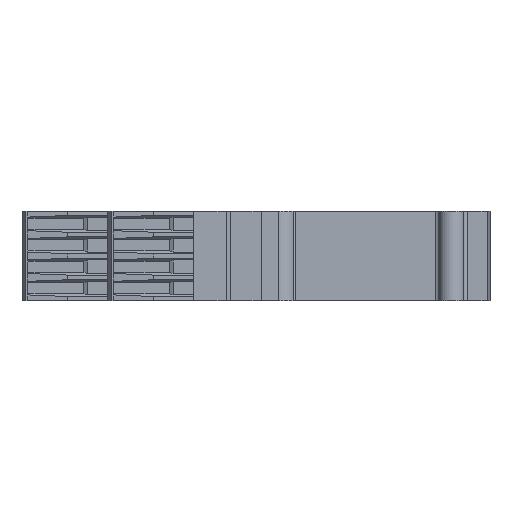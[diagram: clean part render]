
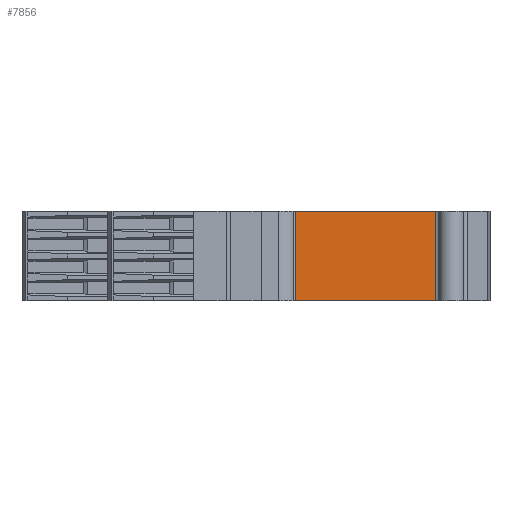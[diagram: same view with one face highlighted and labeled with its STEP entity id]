
A CAD part, left-side view. The second image highlights one B-rep face of the part: STEP entity #7856.
In plain terms, the highlighted planar face has unit normal (-1, 0, 0).
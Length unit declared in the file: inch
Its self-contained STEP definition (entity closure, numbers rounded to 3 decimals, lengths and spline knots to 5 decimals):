
#1007 = LINE ( 'NONE', #18943, #12581 ) ;
#1715 = ORIENTED_EDGE ( 'NONE', *, *, #19047, .T. ) ;
#1783 = DIRECTION ( 'NONE',  ( 0., 0., -1. ) ) ;
#1789 = VERTEX_POINT ( 'NONE', #9423 ) ;
#4466 = VERTEX_POINT ( 'NONE', #17460 ) ;
#4546 = CARTESIAN_POINT ( 'NONE',  ( -1.55512, -1.68891, 0.39567 ) ) ;
#4597 = LINE ( 'NONE', #4546, #7119 ) ;
#4747 = CARTESIAN_POINT ( 'NONE',  ( -1.55512, -0.27864, 0.63981 ) ) ;
#5408 = CARTESIAN_POINT ( 'NONE',  ( -1.55512, -0.29833, 0.39567 ) ) ;
#5906 = CARTESIAN_POINT ( 'NONE',  ( -1.55512, -1.68891, -0.24611 ) ) ;
#6818 = VERTEX_POINT ( 'NONE', #5906 ) ;
#6904 = LINE ( 'NONE', #5408, #15101 ) ;
#6936 = FACE_OUTER_BOUND ( 'NONE', #11498, .T. ) ;
#7119 = VECTOR ( 'NONE', #9869, 39.37008 ) ;
#7331 = VECTOR ( 'NONE', #8535, 39.37008 ) ;
#7728 = DIRECTION ( 'NONE',  ( 0., -1., 0. ) ) ;
#7856 = ADVANCED_FACE ( 'NONE', ( #6936 ), #9951, .T. ) ;
#8147 = ORIENTED_EDGE ( 'NONE', *, *, #13386, .F. ) ;
#8535 = DIRECTION ( 'NONE',  ( 0., -1., 0. ) ) ;
#9423 = CARTESIAN_POINT ( 'NONE',  ( -1.55512, -0.29833, -0.24611 ) ) ;
#9869 = DIRECTION ( 'NONE',  ( 0., 0., 1. ) ) ;
#9951 = PLANE ( 'NONE',  #10451 ) ;
#10451 = AXIS2_PLACEMENT_3D ( 'NONE', #13353, #11454, #15171 ) ;
#11454 = DIRECTION ( 'NONE',  ( -1., 0., 0. ) ) ;
#11498 = EDGE_LOOP ( 'NONE', ( #8147, #1715, #16236, #13007 ) ) ;
#11912 = LINE ( 'NONE', #4747, #7331 ) ;
#12581 = VECTOR ( 'NONE', #7728, 39.37008 ) ;
#13007 = ORIENTED_EDGE ( 'NONE', *, *, #19876, .T. ) ;
#13353 = CARTESIAN_POINT ( 'NONE',  ( -1.55512, -0.27864, 0.39567 ) ) ;
#13386 = EDGE_CURVE ( 'NONE', #4466, #23348, #11912, .T. ) ;
#15101 = VECTOR ( 'NONE', #1783, 39.37008 ) ;
#15171 = DIRECTION ( 'NONE',  ( 0., -1., 0. ) ) ;
#16236 = ORIENTED_EDGE ( 'NONE', *, *, #21174, .T. ) ;
#17460 = CARTESIAN_POINT ( 'NONE',  ( -1.55512, -0.29833, 0.63981 ) ) ;
#18943 = CARTESIAN_POINT ( 'NONE',  ( -1.55512, -0.27864, -0.24611 ) ) ;
#19047 = EDGE_CURVE ( 'NONE', #4466, #1789, #6904, .T. ) ;
#19876 = EDGE_CURVE ( 'NONE', #6818, #23348, #4597, .T. ) ;
#21174 = EDGE_CURVE ( 'NONE', #1789, #6818, #1007, .T. ) ;
#21453 = CARTESIAN_POINT ( 'NONE',  ( -1.55512, -1.68891, 0.63981 ) ) ;
#23348 = VERTEX_POINT ( 'NONE', #21453 ) ;
